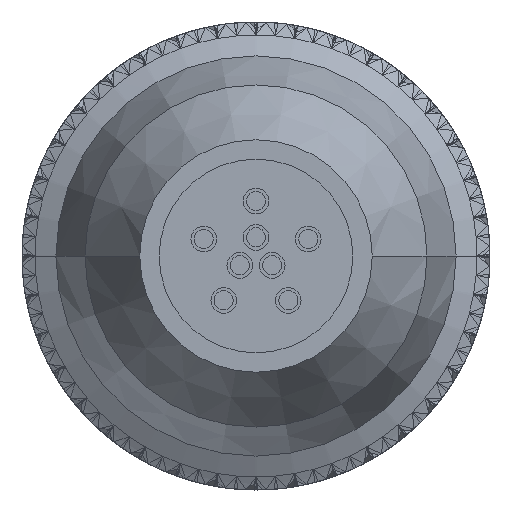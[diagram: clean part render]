
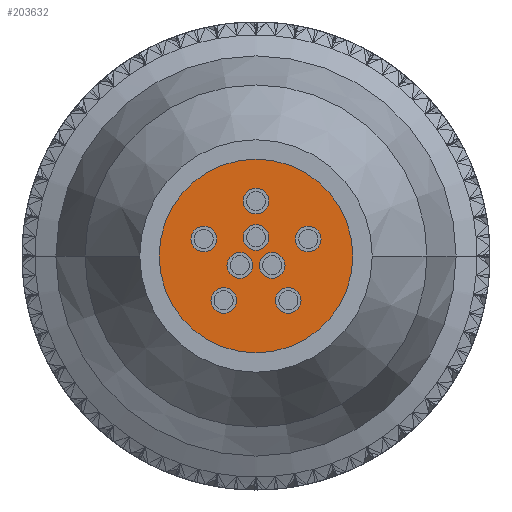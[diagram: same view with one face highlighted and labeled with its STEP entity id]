
A CAD part, left-side view. The second image highlights one B-rep face of the part: STEP entity #203632.
In plain terms, the highlighted face is planar.
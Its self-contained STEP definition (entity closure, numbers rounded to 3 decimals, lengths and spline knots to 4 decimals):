
#202685=CARTESIAN_POINT('',(0.,0.,250.));
#202686=DIRECTION('',(0.,0.,1.));
#202687=DIRECTION('',(1.,0.,0.));
#202688=AXIS2_PLACEMENT_3D('',#202685,#202686,#202687);
#202690=CARTESIAN_POINT('',(0.,0.,250.));
#202691=DIRECTION('',(0.,0.,1.));
#202692=DIRECTION('',(-1.,0.,0.));
#202693=AXIS2_PLACEMENT_3D('',#202690,#202691,#202692);
#202695=CARTESIAN_POINT('',(0.,1.7013,250.));
#202696=DIRECTION('',(0.,0.,1.));
#202697=DIRECTION('',(1.,0.,0.));
#202698=AXIS2_PLACEMENT_3D('',#202695,#202696,#202697);
#202700=CARTESIAN_POINT('',(0.,1.7013,250.));
#202701=DIRECTION('',(0.,0.,1.));
#202702=DIRECTION('',(-1.,0.,0.));
#202703=AXIS2_PLACEMENT_3D('',#202700,#202701,#202702);
#202705=CARTESIAN_POINT('',(1.618,0.5257,250.));
#202706=DIRECTION('',(0.,0.,1.));
#202707=DIRECTION('',(1.,0.,0.));
#202708=AXIS2_PLACEMENT_3D('',#202705,#202706,#202707);
#202710=CARTESIAN_POINT('',(1.618,0.5257,250.));
#202711=DIRECTION('',(0.,0.,1.));
#202712=DIRECTION('',(-1.,0.,0.));
#202713=AXIS2_PLACEMENT_3D('',#202710,#202711,#202712);
#202715=CARTESIAN_POINT('',(1.,-1.3764,250.));
#202716=DIRECTION('',(0.,0.,1.));
#202717=DIRECTION('',(1.,0.,0.));
#202718=AXIS2_PLACEMENT_3D('',#202715,#202716,#202717);
#202720=CARTESIAN_POINT('',(1.,-1.3764,250.));
#202721=DIRECTION('',(0.,0.,1.));
#202722=DIRECTION('',(-1.,0.,0.));
#202723=AXIS2_PLACEMENT_3D('',#202720,#202721,#202722);
#202725=CARTESIAN_POINT('',(-1.,-1.3764,250.));
#202726=DIRECTION('',(0.,0.,1.));
#202727=DIRECTION('',(1.,0.,0.));
#202728=AXIS2_PLACEMENT_3D('',#202725,#202726,#202727);
#202730=CARTESIAN_POINT('',(-1.,-1.3764,250.));
#202731=DIRECTION('',(0.,0.,1.));
#202732=DIRECTION('',(-1.,0.,0.));
#202733=AXIS2_PLACEMENT_3D('',#202730,#202731,#202732);
#202735=CARTESIAN_POINT('',(-1.618,0.5257,250.));
#202736=DIRECTION('',(0.,0.,1.));
#202737=DIRECTION('',(1.,0.,0.));
#202738=AXIS2_PLACEMENT_3D('',#202735,#202736,#202737);
#202740=CARTESIAN_POINT('',(-1.618,0.5257,250.));
#202741=DIRECTION('',(0.,0.,1.));
#202742=DIRECTION('',(-1.,0.,0.));
#202743=AXIS2_PLACEMENT_3D('',#202740,#202741,#202742);
#202745=CARTESIAN_POINT('',(0.,0.5774,250.));
#202746=DIRECTION('',(0.,0.,1.));
#202747=DIRECTION('',(1.,0.,0.));
#202748=AXIS2_PLACEMENT_3D('',#202745,#202746,#202747);
#202750=CARTESIAN_POINT('',(0.,0.5774,250.));
#202751=DIRECTION('',(0.,0.,1.));
#202752=DIRECTION('',(-1.,0.,0.));
#202753=AXIS2_PLACEMENT_3D('',#202750,#202751,#202752);
#202755=CARTESIAN_POINT('',(-0.5,-0.2887,250.));
#202756=DIRECTION('',(0.,0.,1.));
#202757=DIRECTION('',(1.,0.,0.));
#202758=AXIS2_PLACEMENT_3D('',#202755,#202756,#202757);
#202760=CARTESIAN_POINT('',(-0.5,-0.2887,250.));
#202761=DIRECTION('',(0.,0.,1.));
#202762=DIRECTION('',(-1.,0.,0.));
#202763=AXIS2_PLACEMENT_3D('',#202760,#202761,#202762);
#202765=CARTESIAN_POINT('',(0.5,-0.2887,250.));
#202766=DIRECTION('',(0.,0.,1.));
#202767=DIRECTION('',(1.,0.,0.));
#202768=AXIS2_PLACEMENT_3D('',#202765,#202766,#202767);
#202770=CARTESIAN_POINT('',(0.5,-0.2887,250.));
#202771=DIRECTION('',(0.,0.,1.));
#202772=DIRECTION('',(-1.,0.,0.));
#202773=AXIS2_PLACEMENT_3D('',#202770,#202771,#202772);
#203291=CARTESIAN_POINT('',(3.,0.,250.));
#203292=CARTESIAN_POINT('',(-3.,0.,250.));
#203293=VERTEX_POINT('',#203291);
#203294=VERTEX_POINT('',#203292);
#203391=CARTESIAN_POINT('',(0.4,1.7013,250.));
#203392=VERTEX_POINT('',#203391);
#203393=CARTESIAN_POINT('',(-0.4,1.7013,250.));
#203394=VERTEX_POINT('',#203393);
#203395=CARTESIAN_POINT('',(2.018,0.5257,250.));
#203396=VERTEX_POINT('',#203395);
#203397=CARTESIAN_POINT('',(1.218,0.5257,250.));
#203398=VERTEX_POINT('',#203397);
#203399=CARTESIAN_POINT('',(1.4,-1.3764,250.));
#203400=VERTEX_POINT('',#203399);
#203401=CARTESIAN_POINT('',(0.6,-1.3764,250.));
#203402=VERTEX_POINT('',#203401);
#203403=CARTESIAN_POINT('',(-0.6,-1.3764,250.));
#203404=VERTEX_POINT('',#203403);
#203405=CARTESIAN_POINT('',(-1.4,-1.3764,250.));
#203406=VERTEX_POINT('',#203405);
#203407=CARTESIAN_POINT('',(-1.218,0.5257,250.));
#203408=VERTEX_POINT('',#203407);
#203409=CARTESIAN_POINT('',(-2.018,0.5257,250.));
#203410=VERTEX_POINT('',#203409);
#203411=CARTESIAN_POINT('',(0.4,0.5774,250.));
#203412=VERTEX_POINT('',#203411);
#203413=CARTESIAN_POINT('',(-0.4,0.5774,250.));
#203414=VERTEX_POINT('',#203413);
#203415=CARTESIAN_POINT('',(-0.1,-0.2887,250.));
#203416=VERTEX_POINT('',#203415);
#203417=CARTESIAN_POINT('',(-0.9,-0.2887,250.));
#203418=VERTEX_POINT('',#203417);
#203419=CARTESIAN_POINT('',(0.9,-0.2887,250.));
#203420=VERTEX_POINT('',#203419);
#203421=CARTESIAN_POINT('',(0.1,-0.2887,250.));
#203422=VERTEX_POINT('',#203421);
#203575=CARTESIAN_POINT('',(0.,0.,250.));
#203576=DIRECTION('',(0.,0.,1.));
#203577=DIRECTION('',(1.,0.,0.));
#203578=AXIS2_PLACEMENT_3D('',#203575,#203576,#203577);
#203579=PLANE('',#203578);
#203580=ORIENTED_EDGE('',*,*,#203555,.F.);
#203581=ORIENTED_EDGE('',*,*,#203569,.F.);
#203582=EDGE_LOOP('',(#203580,#203581));
#203583=FACE_OUTER_BOUND('',#203582,.F.);
#203585=ORIENTED_EDGE('',*,*,#203584,.T.);
#203587=ORIENTED_EDGE('',*,*,#203586,.T.);
#203588=EDGE_LOOP('',(#203585,#203587));
#203589=FACE_BOUND('',#203588,.F.);
#203591=ORIENTED_EDGE('',*,*,#203590,.T.);
#203593=ORIENTED_EDGE('',*,*,#203592,.T.);
#203594=EDGE_LOOP('',(#203591,#203593));
#203595=FACE_BOUND('',#203594,.F.);
#203597=ORIENTED_EDGE('',*,*,#203596,.T.);
#203599=ORIENTED_EDGE('',*,*,#203598,.T.);
#203600=EDGE_LOOP('',(#203597,#203599));
#203601=FACE_BOUND('',#203600,.F.);
#203603=ORIENTED_EDGE('',*,*,#203602,.T.);
#203605=ORIENTED_EDGE('',*,*,#203604,.T.);
#203606=EDGE_LOOP('',(#203603,#203605));
#203607=FACE_BOUND('',#203606,.F.);
#203609=ORIENTED_EDGE('',*,*,#203608,.T.);
#203611=ORIENTED_EDGE('',*,*,#203610,.T.);
#203612=EDGE_LOOP('',(#203609,#203611));
#203613=FACE_BOUND('',#203612,.F.);
#203615=ORIENTED_EDGE('',*,*,#203614,.T.);
#203617=ORIENTED_EDGE('',*,*,#203616,.T.);
#203618=EDGE_LOOP('',(#203615,#203617));
#203619=FACE_BOUND('',#203618,.F.);
#203621=ORIENTED_EDGE('',*,*,#203620,.T.);
#203623=ORIENTED_EDGE('',*,*,#203622,.T.);
#203624=EDGE_LOOP('',(#203621,#203623));
#203625=FACE_BOUND('',#203624,.F.);
#203627=ORIENTED_EDGE('',*,*,#203626,.T.);
#203629=ORIENTED_EDGE('',*,*,#203628,.T.);
#203630=EDGE_LOOP('',(#203627,#203629));
#203631=FACE_BOUND('',#203630,.F.);
#203632=ADVANCED_FACE('',(#203583,#203589,#203595,#203601,#203607,#203613,
#203619,#203625,#203631),#203579,.T.);
#202689=CIRCLE('',#202688,3.);
#202694=CIRCLE('',#202693,3.);
#202699=CIRCLE('',#202698,0.4);
#202704=CIRCLE('',#202703,0.4);
#202709=CIRCLE('',#202708,0.4);
#202714=CIRCLE('',#202713,0.4);
#202719=CIRCLE('',#202718,0.4);
#202724=CIRCLE('',#202723,0.4);
#202729=CIRCLE('',#202728,0.4);
#202734=CIRCLE('',#202733,0.4);
#202739=CIRCLE('',#202738,0.4);
#202744=CIRCLE('',#202743,0.4);
#202749=CIRCLE('',#202748,0.4);
#202754=CIRCLE('',#202753,0.4);
#202759=CIRCLE('',#202758,0.4);
#202764=CIRCLE('',#202763,0.4);
#202769=CIRCLE('',#202768,0.4);
#202774=CIRCLE('',#202773,0.4);
#203555=EDGE_CURVE('',#203293,#203294,#202689,.T.);
#203569=EDGE_CURVE('',#203294,#203293,#202694,.T.);
#203584=EDGE_CURVE('',#203392,#203394,#202699,.T.);
#203586=EDGE_CURVE('',#203394,#203392,#202704,.T.);
#203590=EDGE_CURVE('',#203396,#203398,#202709,.T.);
#203592=EDGE_CURVE('',#203398,#203396,#202714,.T.);
#203596=EDGE_CURVE('',#203400,#203402,#202719,.T.);
#203598=EDGE_CURVE('',#203402,#203400,#202724,.T.);
#203602=EDGE_CURVE('',#203404,#203406,#202729,.T.);
#203604=EDGE_CURVE('',#203406,#203404,#202734,.T.);
#203608=EDGE_CURVE('',#203408,#203410,#202739,.T.);
#203610=EDGE_CURVE('',#203410,#203408,#202744,.T.);
#203614=EDGE_CURVE('',#203412,#203414,#202749,.T.);
#203616=EDGE_CURVE('',#203414,#203412,#202754,.T.);
#203620=EDGE_CURVE('',#203416,#203418,#202759,.T.);
#203622=EDGE_CURVE('',#203418,#203416,#202764,.T.);
#203626=EDGE_CURVE('',#203420,#203422,#202769,.T.);
#203628=EDGE_CURVE('',#203422,#203420,#202774,.T.);
